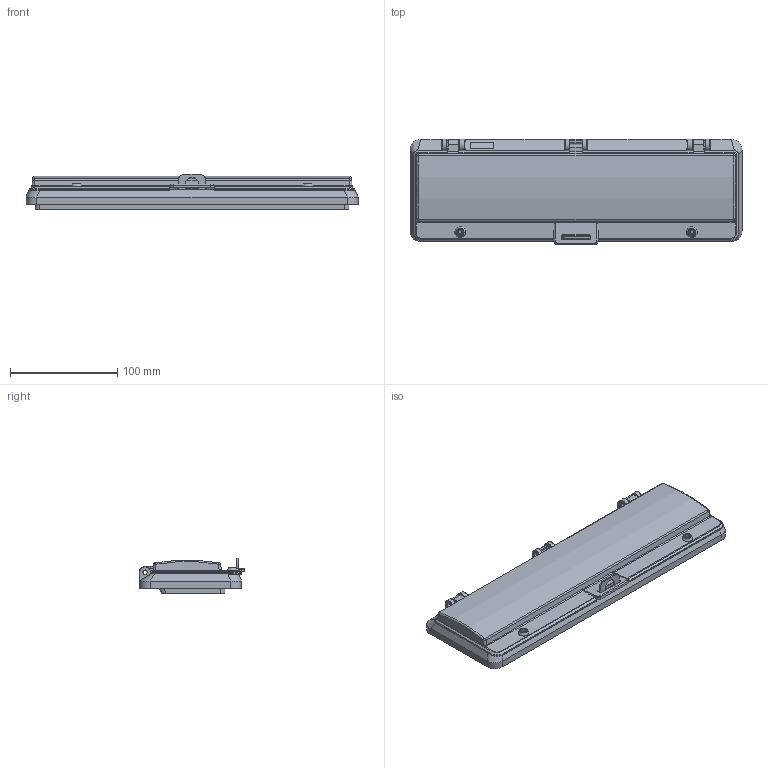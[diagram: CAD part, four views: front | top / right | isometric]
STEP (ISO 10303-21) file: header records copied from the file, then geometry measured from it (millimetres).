
FILE_DESCRIPTION(/* description */ (''),/* implementation_level */ '2;1');
FILE_NAME(/* name */ 'A.stp',/* time_stamp */ '2025-10-17T19:08:44+08:00',/* author */ (''),/* organization */ (''),/* preprocessor_version */ 'ST-DEVELOPER v16.7',/* originating_system */ 'SIEMENS PLM Software NX 12.0',/* authorisation */ '');
FILE_SCHEMA (('AP203_CONFIGURATION_CONTROLLED_3D_DESIGN_OF_MECHANICAL_PARTS_AND_ASSEMBLIES_MIM_LF { 1 0 10303 403 2 1 2}'));
Length unit declared in the file: millimetre
Products named in the file (1): Admi2B1C8E7D99cm
Bounding box: 309.2 x 98 x 32.93 mm (x, y, z)
Volume: 179221.3 mm3; surface area: 169771.5 mm2
Topology: 2 solids, 2 shells, 1334 faces, 3774 edges, 2466 vertices
Faces by surface type: plane 931, cylinder 302, bspline 51, torus 26, cone 20, sphere 4
Full cylindrical faces by diameter (mm): 1.5 x6, 2.5 x1, 3.2 x8, 3.5 x3, 4.05 x6, 4.5 x2, 6.5 x2
Entity records: 43849 total; most frequent: CARTESIAN_POINT 9090, ORIENTED_EDGE 7444, DIRECTION 6873, EDGE_CURVE 3722, LINE 2919, VECTOR 2919, VERTEX_POINT 2447, AXIS2_PLACEMENT_3D 1977
